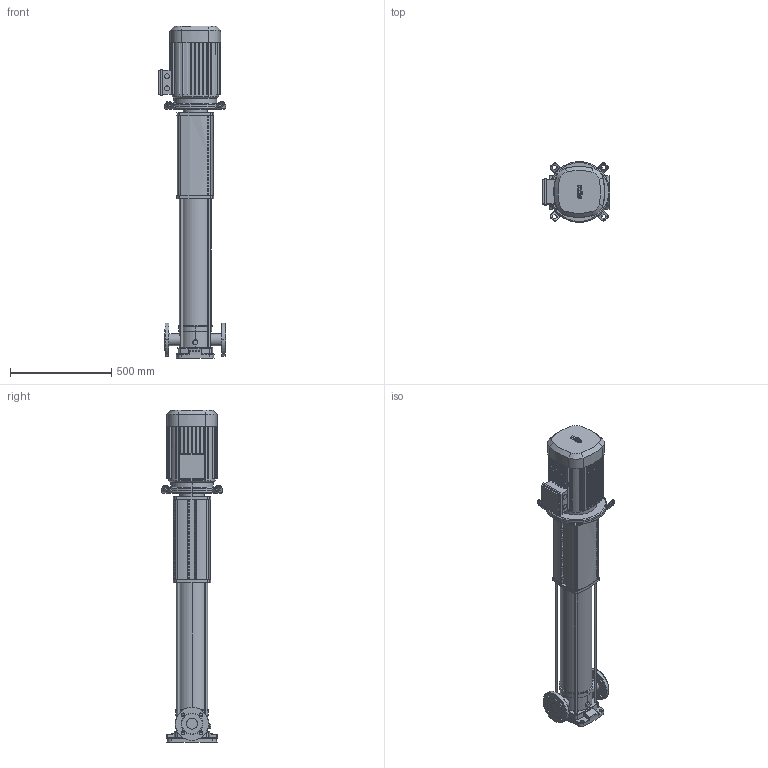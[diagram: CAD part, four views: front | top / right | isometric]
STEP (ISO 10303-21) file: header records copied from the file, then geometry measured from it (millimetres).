
FILE_DESCRIPTION((''),'2;1');
FILE_NAME('3d_HELIXV1613-1_25_E-4141163.stp','2016-08-24T08:51:30',(''),(''),'Mechanical Desktop 2009','Mechanical Desktop 2009',', , ');
FILE_SCHEMA(('CONFIG_CONTROL_DESIGN'));
Length unit declared in the file: millimetre
Products named in the file (1): Product
Bounding box: 332 x 300 x 1639.2 mm (x, y, z)
Volume: 42958642.9 mm3; surface area: 2448062.1 mm2
Topology: 18 solids, 18 shells, 1352 faces, 3766 edges, 2478 vertices
Faces by surface type: plane 702, bspline 382, cylinder 204, cone 36, torus 24, sphere 4
Entity records: 45249 total; most frequent: CARTESIAN_POINT 10150, ORIENTED_EDGE 7532, DIRECTION 6578, EDGE_CURVE 3766, VECTOR 2742, LINE 2742, VERTEX_POINT 2478, AXIS2_PLACEMENT_3D 1918
